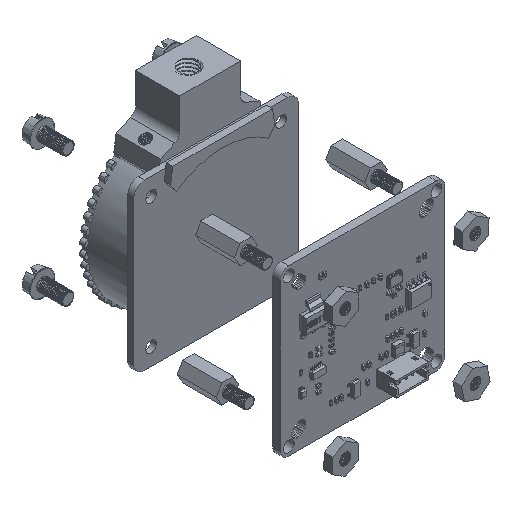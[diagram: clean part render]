
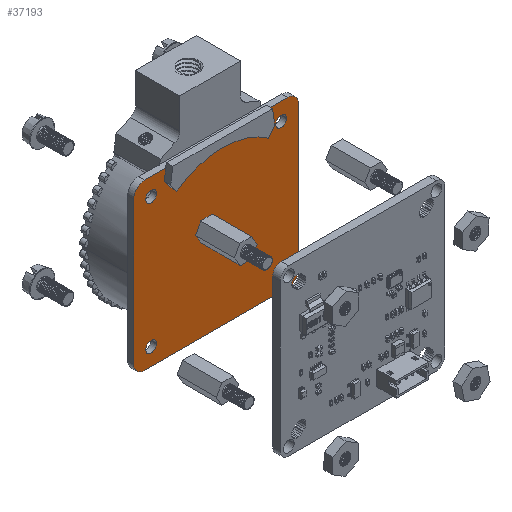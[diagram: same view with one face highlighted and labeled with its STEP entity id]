
A CAD part, isometric view. The second image highlights one B-rep face of the part: STEP entity #37193.
In plain terms, the highlighted planar face has unit normal (0, -1, 0).
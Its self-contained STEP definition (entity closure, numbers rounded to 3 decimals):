
#259 = DIRECTION ( 'NONE',  ( 1., 0., 0. ) ) ;
#2035 = EDGE_CURVE ( 'NONE', #144425, #45962, #60226, .T. ) ;
#2818 = AXIS2_PLACEMENT_3D ( 'NONE', #17462, #31887, #126611 ) ;
#3296 = DIRECTION ( 'NONE',  ( 1., 0., 0. ) ) ;
#3354 = DIRECTION ( 'NONE',  ( 1., 0., 0. ) ) ;
#3365 = CARTESIAN_POINT ( 'NONE',  ( 34., 0., 34. ) ) ;
#4155 = CARTESIAN_POINT ( 'NONE',  ( 0., 0., 0. ) ) ;
#4749 = DIRECTION ( 'NONE',  ( 1., 0., 0. ) ) ;
#4931 = VECTOR ( 'NONE', #3354, 1000. ) ;
#5180 = DIRECTION ( 'NONE',  ( 0., -1., 0. ) ) ;
#5786 = DIRECTION ( 'NONE',  ( 1., 0., 0. ) ) ;
#5790 = CARTESIAN_POINT ( 'NONE',  ( 0., 0., 38. ) ) ;
#6047 = AXIS2_PLACEMENT_3D ( 'NONE', #88569, #26820, #62991 ) ;
#6298 = CIRCLE ( 'NONE', #131765, 1.25 ) ;
#6638 = EDGE_CURVE ( 'NONE', #144277, #55672, #97686, .T. ) ;
#7658 = ORIENTED_EDGE ( 'NONE', *, *, #6638, .T. ) ;
#7726 = CARTESIAN_POINT ( 'NONE',  ( 32.75, 0., 4. ) ) ;
#10505 = CIRCLE ( 'NONE', #2818, 2.5 ) ;
#14951 = CIRCLE ( 'NONE', #144704, 2.5 ) ;
#15104 = ORIENTED_EDGE ( 'NONE', *, *, #69990, .F. ) ;
#15573 = CARTESIAN_POINT ( 'NONE',  ( 4., 0., 34. ) ) ;
#16234 = DIRECTION ( 'NONE',  ( 1., 0., 0. ) ) ;
#16300 = CARTESIAN_POINT ( 'NONE',  ( 5.25, 0., 34. ) ) ;
#17462 = CARTESIAN_POINT ( 'NONE',  ( 2.5, 0., 35.5 ) ) ;
#17639 = EDGE_CURVE ( 'NONE', #52017, #19555, #32727, .T. ) ;
#19555 = VERTEX_POINT ( 'NONE', #24531 ) ;
#20396 = ORIENTED_EDGE ( 'NONE', *, *, #73362, .F. ) ;
#22125 = CARTESIAN_POINT ( 'NONE',  ( 35.5, 0., 35.5 ) ) ;
#23903 = DIRECTION ( 'NONE',  ( 1., 0., 0. ) ) ;
#24531 = CARTESIAN_POINT ( 'NONE',  ( 35.25, 0., 34. ) ) ;
#24925 = EDGE_CURVE ( 'NONE', #144277, #142826, #14951, .T. ) ;
#26426 = CIRCLE ( 'NONE', #6047, 1.25 ) ;
#26671 = CARTESIAN_POINT ( 'NONE',  ( 5.25, 0., 4. ) ) ;
#26820 = DIRECTION ( 'NONE',  ( 0., -1., 0. ) ) ;
#27021 = EDGE_CURVE ( 'NONE', #19555, #52017, #106503, .T. ) ;
#27945 = FACE_BOUND ( 'NONE', #94469, .T. ) ;
#28926 = CIRCLE ( 'NONE', #118598, 1.25 ) ;
#29078 = ORIENTED_EDGE ( 'NONE', *, *, #27021, .F. ) ;
#31887 = DIRECTION ( 'NONE',  ( 0., 1., 0. ) ) ;
#32727 = CIRCLE ( 'NONE', #101846, 1.25 ) ;
#35047 = AXIS2_PLACEMENT_3D ( 'NONE', #146306, #98037, #259 ) ;
#37193 = ADVANCED_FACE ( 'NONE', ( #125862, #41642, #116215, #27945, #102533 ), #152367, .F. ) ;
#37374 = AXIS2_PLACEMENT_3D ( 'NONE', #119148, #143304, #116789 ) ;
#38333 = ORIENTED_EDGE ( 'NONE', *, *, #52726, .T. ) ;
#39294 = VERTEX_POINT ( 'NONE', #49434 ) ;
#41154 = DIRECTION ( 'NONE',  ( 0., -1., 0. ) ) ;
#41642 = FACE_BOUND ( 'NONE', #50282, .T. ) ;
#42898 = DIRECTION ( 'NONE',  ( 1., 0., 0. ) ) ;
#43090 = EDGE_CURVE ( 'NONE', #45962, #144425, #28926, .T. ) ;
#43580 = EDGE_CURVE ( 'NONE', #125201, #84143, #134666, .T. ) ;
#43958 = DIRECTION ( 'NONE',  ( 1., 0., 0. ) ) ;
#45164 = ORIENTED_EDGE ( 'NONE', *, *, #95149, .F. ) ;
#45962 = VERTEX_POINT ( 'NONE', #16300 ) ;
#47057 = EDGE_CURVE ( 'NONE', #125349, #39294, #128429, .T. ) ;
#49434 = CARTESIAN_POINT ( 'NONE',  ( 35.5, 0., 0. ) ) ;
#50241 = VECTOR ( 'NONE', #54707, 1000. ) ;
#50282 = EDGE_LOOP ( 'NONE', ( #20396, #15104 ) ) ;
#50680 = DIRECTION ( 'NONE',  ( 0., -1., 0. ) ) ;
#52017 = VERTEX_POINT ( 'NONE', #147945 ) ;
#52726 = EDGE_CURVE ( 'NONE', #112782, #91730, #155793, .T. ) ;
#52893 = CARTESIAN_POINT ( 'NONE',  ( 19., 0., 19. ) ) ;
#54707 = DIRECTION ( 'NONE',  ( 0., 0., -1. ) ) ;
#55285 = DIRECTION ( 'NONE',  ( 0., 1., 0. ) ) ;
#55672 = VERTEX_POINT ( 'NONE', #106033 ) ;
#56557 = ORIENTED_EDGE ( 'NONE', *, *, #108313, .F. ) ;
#59978 = AXIS2_PLACEMENT_3D ( 'NONE', #127668, #115642, #5786 ) ;
#60226 = CIRCLE ( 'NONE', #106306, 1.25 ) ;
#61448 = CIRCLE ( 'NONE', #120141, 1.25 ) ;
#62297 = DIRECTION ( 'NONE',  ( 0., -1., 0. ) ) ;
#62991 = DIRECTION ( 'NONE',  ( 1., 0., 0. ) ) ;
#64352 = ORIENTED_EDGE ( 'NONE', *, *, #17639, .F. ) ;
#65329 = ORIENTED_EDGE ( 'NONE', *, *, #47057, .T. ) ;
#69990 = EDGE_CURVE ( 'NONE', #106466, #129825, #6298, .T. ) ;
#71816 = VECTOR ( 'NONE', #109784, 1000. ) ;
#71957 = CARTESIAN_POINT ( 'NONE',  ( 2.75, 0., 4. ) ) ;
#73362 = EDGE_CURVE ( 'NONE', #129825, #106466, #26426, .T. ) ;
#74278 = CARTESIAN_POINT ( 'NONE',  ( 34., 0., 4. ) ) ;
#74427 = CARTESIAN_POINT ( 'NONE',  ( 4., 0., 4. ) ) ;
#75947 = CIRCLE ( 'NONE', #35047, 2.5 ) ;
#76589 = ORIENTED_EDGE ( 'NONE', *, *, #2035, .F. ) ;
#79028 = CARTESIAN_POINT ( 'NONE',  ( 0., 0., 35.5 ) ) ;
#82284 = DIRECTION ( 'NONE',  ( 0., 1., 0. ) ) ;
#82454 = EDGE_CURVE ( 'NONE', #125349, #91730, #82723, .T. ) ;
#82716 = EDGE_CURVE ( 'NONE', #137790, #142826, #109200, .T. ) ;
#82723 = CIRCLE ( 'NONE', #59978, 2.5 ) ;
#83432 = CARTESIAN_POINT ( 'NONE',  ( 38., 0., 0. ) ) ;
#84143 = VERTEX_POINT ( 'NONE', #71957 ) ;
#86049 = AXIS2_PLACEMENT_3D ( 'NONE', #74427, #121840, #23903 ) ;
#88145 = CARTESIAN_POINT ( 'NONE',  ( 38., 0., 2.5 ) ) ;
#88569 = CARTESIAN_POINT ( 'NONE',  ( 34., 0., 4. ) ) ;
#91730 = VERTEX_POINT ( 'NONE', #109573 ) ;
#94014 = CARTESIAN_POINT ( 'NONE',  ( 38., 0., 35.5 ) ) ;
#94469 = EDGE_LOOP ( 'NONE', ( #114143, #76589 ) ) ;
#94986 = EDGE_LOOP ( 'NONE', ( #155884, #56557 ) ) ;
#95149 = EDGE_CURVE ( 'NONE', #137790, #39294, #75947, .T. ) ;
#97686 = LINE ( 'NONE', #123412, #71816 ) ;
#98037 = DIRECTION ( 'NONE',  ( 0., 1., 0. ) ) ;
#101846 = AXIS2_PLACEMENT_3D ( 'NONE', #3365, #150224, #116430 ) ;
#102040 = CARTESIAN_POINT ( 'NONE',  ( 4., 0., 34. ) ) ;
#102533 = FACE_BOUND ( 'NONE', #94986, .T. ) ;
#106033 = CARTESIAN_POINT ( 'NONE',  ( 2.5, 0., 38. ) ) ;
#106306 = AXIS2_PLACEMENT_3D ( 'NONE', #15573, #5180, #42898 ) ;
#106466 = VERTEX_POINT ( 'NONE', #7726 ) ;
#106503 = CIRCLE ( 'NONE', #37374, 1.25 ) ;
#108313 = EDGE_CURVE ( 'NONE', #84143, #125201, #61448, .T. ) ;
#109200 = LINE ( 'NONE', #83432, #147008 ) ;
#109573 = CARTESIAN_POINT ( 'NONE',  ( 0., 0., 2.5 ) ) ;
#109784 = DIRECTION ( 'NONE',  ( -1., 0., 0. ) ) ;
#112782 = VERTEX_POINT ( 'NONE', #79028 ) ;
#114143 = ORIENTED_EDGE ( 'NONE', *, *, #43090, .F. ) ;
#115642 = DIRECTION ( 'NONE',  ( 0., 1., 0. ) ) ;
#116215 = FACE_BOUND ( 'NONE', #132541, .T. ) ;
#116430 = DIRECTION ( 'NONE',  ( 1., 0., 0. ) ) ;
#116789 = DIRECTION ( 'NONE',  ( 1., 0., 0. ) ) ;
#118598 = AXIS2_PLACEMENT_3D ( 'NONE', #102040, #41154, #16234 ) ;
#118993 = CARTESIAN_POINT ( 'NONE',  ( 35.25, 0., 4. ) ) ;
#119148 = CARTESIAN_POINT ( 'NONE',  ( 34., 0., 34. ) ) ;
#119166 = ORIENTED_EDGE ( 'NONE', *, *, #24925, .F. ) ;
#120141 = AXIS2_PLACEMENT_3D ( 'NONE', #136429, #50680, #3296 ) ;
#121840 = DIRECTION ( 'NONE',  ( 0., -1., 0. ) ) ;
#122470 = DIRECTION ( 'NONE',  ( 1., 0., 0. ) ) ;
#123412 = CARTESIAN_POINT ( 'NONE',  ( 38., 0., 38. ) ) ;
#124986 = CARTESIAN_POINT ( 'NONE',  ( 2.5, 0., 0. ) ) ;
#125201 = VERTEX_POINT ( 'NONE', #26671 ) ;
#125349 = VERTEX_POINT ( 'NONE', #124986 ) ;
#125862 = FACE_OUTER_BOUND ( 'NONE', #133329, .T. ) ;
#126611 = DIRECTION ( 'NONE',  ( 1., 0., 0. ) ) ;
#126928 = EDGE_CURVE ( 'NONE', #112782, #55672, #10505, .T. ) ;
#127668 = CARTESIAN_POINT ( 'NONE',  ( 2.5, 0., 2.5 ) ) ;
#128429 = LINE ( 'NONE', #4155, #4931 ) ;
#129825 = VERTEX_POINT ( 'NONE', #118993 ) ;
#131765 = AXIS2_PLACEMENT_3D ( 'NONE', #74278, #62297, #122470 ) ;
#132466 = DIRECTION ( 'NONE',  ( 0., 0., 1. ) ) ;
#132541 = EDGE_LOOP ( 'NONE', ( #29078, #64352 ) ) ;
#133329 = EDGE_LOOP ( 'NONE', ( #45164, #142139, #119166, #7658, #145011, #38333, #154923, #65329 ) ) ;
#134666 = CIRCLE ( 'NONE', #86049, 1.25 ) ;
#136429 = CARTESIAN_POINT ( 'NONE',  ( 4., 0., 4. ) ) ;
#137790 = VERTEX_POINT ( 'NONE', #88145 ) ;
#138522 = CARTESIAN_POINT ( 'NONE',  ( 2.75, 0., 34. ) ) ;
#142139 = ORIENTED_EDGE ( 'NONE', *, *, #82716, .T. ) ;
#142826 = VERTEX_POINT ( 'NONE', #94014 ) ;
#143304 = DIRECTION ( 'NONE',  ( 0., -1., 0. ) ) ;
#144277 = VERTEX_POINT ( 'NONE', #158730 ) ;
#144425 = VERTEX_POINT ( 'NONE', #138522 ) ;
#144704 = AXIS2_PLACEMENT_3D ( 'NONE', #22125, #82284, #43958 ) ;
#145011 = ORIENTED_EDGE ( 'NONE', *, *, #126928, .F. ) ;
#146306 = CARTESIAN_POINT ( 'NONE',  ( 35.5, 0., 2.5 ) ) ;
#147008 = VECTOR ( 'NONE', #132466, 1000. ) ;
#147945 = CARTESIAN_POINT ( 'NONE',  ( 32.75, 0., 34. ) ) ;
#150224 = DIRECTION ( 'NONE',  ( 0., -1., 0. ) ) ;
#152367 = PLANE ( 'NONE',  #158076 ) ;
#154923 = ORIENTED_EDGE ( 'NONE', *, *, #82454, .F. ) ;
#155793 = LINE ( 'NONE', #5790, #50241 ) ;
#155884 = ORIENTED_EDGE ( 'NONE', *, *, #43580, .F. ) ;
#158076 = AXIS2_PLACEMENT_3D ( 'NONE', #52893, #55285, #4749 ) ;
#158730 = CARTESIAN_POINT ( 'NONE',  ( 35.5, 0., 38. ) ) ;
